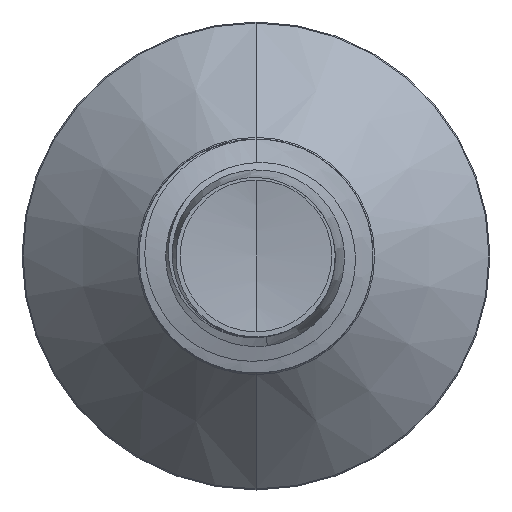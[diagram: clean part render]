
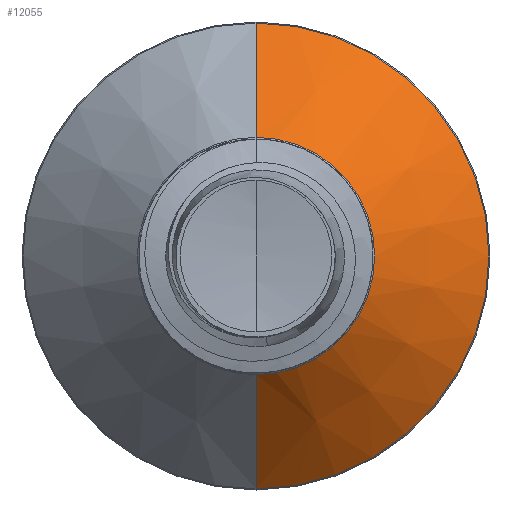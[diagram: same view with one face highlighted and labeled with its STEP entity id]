
A CAD part, front view. The second image highlights one B-rep face of the part: STEP entity #12055.
In plain terms, the highlighted conical face has half-angle 45 degrees and reference radius 1.522 mm.
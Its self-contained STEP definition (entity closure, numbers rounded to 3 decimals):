
#131 = VERTEX_POINT ( 'NONE', #11027 ) ;
#462 = DIRECTION ( 'NONE',  ( 0., 1., 0. ) ) ;
#1303 = VERTEX_POINT ( 'NONE', #11182 ) ;
#2843 = LINE ( 'NONE', #27657, #9098 ) ;
#4164 = LINE ( 'NONE', #27017, #19312 ) ;
#4355 = EDGE_CURVE ( 'NONE', #1303, #22800, #17682, .T. ) ;
#5261 = ORIENTED_EDGE ( 'NONE', *, *, #16428, .F. ) ;
#6404 = VERTEX_POINT ( 'NONE', #14107 ) ;
#6436 = CARTESIAN_POINT ( 'NONE',  ( 0., 13.437, 0. ) ) ;
#7034 = FACE_OUTER_BOUND ( 'NONE', #32079, .T. ) ;
#7616 = EDGE_CURVE ( 'NONE', #131, #22800, #4164, .T. ) ;
#8042 = DIRECTION ( 'NONE',  ( 0., 1., 0. ) ) ;
#8219 = DIRECTION ( 'NONE',  ( 0., 0.707, -0.707 ) ) ;
#9098 = VECTOR ( 'NONE', #22275, 1000. ) ;
#9123 = DIRECTION ( 'NONE',  ( 0., 0., 1. ) ) ;
#9771 = CIRCLE ( 'NONE', #16226, 1.522 ) ;
#11027 = CARTESIAN_POINT ( 'NONE',  ( 0., 11.972, -1.522 ) ) ;
#11182 = CARTESIAN_POINT ( 'NONE',  ( 0., 13.437, 2.987 ) ) ;
#11632 = ORIENTED_EDGE ( 'NONE', *, *, #32295, .T. ) ;
#12055 = ADVANCED_FACE ( 'NONE', ( #7034 ), #19688, .T. ) ;
#14107 = CARTESIAN_POINT ( 'NONE',  ( 0., 11.972, 1.522 ) ) ;
#16226 = AXIS2_PLACEMENT_3D ( 'NONE', #16628, #462, #19266 ) ;
#16428 = EDGE_CURVE ( 'NONE', #6404, #1303, #2843, .T. ) ;
#16628 = CARTESIAN_POINT ( 'NONE',  ( 0., 11.972, 0. ) ) ;
#17682 = CIRCLE ( 'NONE', #32342, 2.987 ) ;
#18553 = AXIS2_PLACEMENT_3D ( 'NONE', #21589, #8042, #29565 ) ;
#18747 = ORIENTED_EDGE ( 'NONE', *, *, #7616, .T. ) ;
#19266 = DIRECTION ( 'NONE',  ( 0., 0., 1. ) ) ;
#19312 = VECTOR ( 'NONE', #8219, 1000. ) ;
#19688 = CONICAL_SURFACE ( 'NONE', #18553, 1.522, 0.785 ) ;
#21589 = CARTESIAN_POINT ( 'NONE',  ( 0., 11.972, 0. ) ) ;
#22275 = DIRECTION ( 'NONE',  ( 0., 0.707, 0.707 ) ) ;
#22800 = VERTEX_POINT ( 'NONE', #29928 ) ;
#25216 = DIRECTION ( 'NONE',  ( 0., 1., 0. ) ) ;
#25858 = ORIENTED_EDGE ( 'NONE', *, *, #4355, .F. ) ;
#27017 = CARTESIAN_POINT ( 'NONE',  ( 0., 11.972, -1.522 ) ) ;
#27657 = CARTESIAN_POINT ( 'NONE',  ( 0., 11.972, 1.522 ) ) ;
#29565 = DIRECTION ( 'NONE',  ( 0., 0., 1. ) ) ;
#29928 = CARTESIAN_POINT ( 'NONE',  ( 0., 13.437, -2.987 ) ) ;
#32079 = EDGE_LOOP ( 'NONE', ( #11632, #18747, #25858, #5261 ) ) ;
#32295 = EDGE_CURVE ( 'NONE', #6404, #131, #9771, .T. ) ;
#32342 = AXIS2_PLACEMENT_3D ( 'NONE', #6436, #25216, #9123 ) ;
